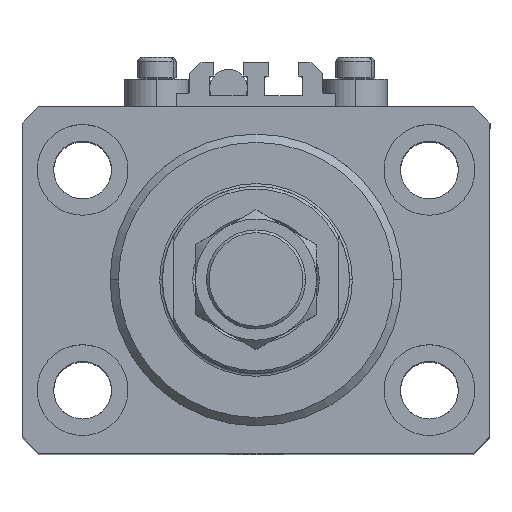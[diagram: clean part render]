
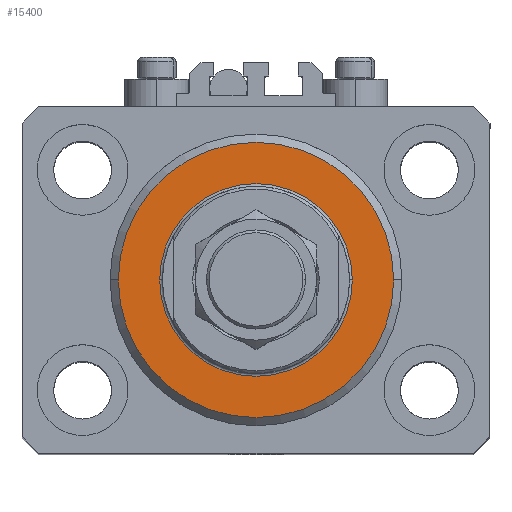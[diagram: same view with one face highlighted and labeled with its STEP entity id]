
A CAD part, top view. The second image highlights one B-rep face of the part: STEP entity #15400.
In plain terms, the highlighted face is planar.
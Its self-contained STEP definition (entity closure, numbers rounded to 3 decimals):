
#243 = VERTEX_POINT ( 'NONE', #9088 ) ;
#4579 = VERTEX_POINT ( 'NONE', #7315 ) ;
#6942 = CARTESIAN_POINT ( 'NONE',  ( 0., 0., 0. ) ) ;
#7315 = CARTESIAN_POINT ( 'NONE',  ( -17.5, 0., 0. ) ) ;
#8585 = CARTESIAN_POINT ( 'NONE',  ( 0., 0., 0. ) ) ;
#9088 = CARTESIAN_POINT ( 'NONE',  ( 17.5, 0., 0. ) ) ;
#10006 = DIRECTION ( 'NONE',  ( 0., 0., -1. ) ) ;
#10539 = PLANE ( 'NONE',  #26904 ) ;
#10542 = EDGE_CURVE ( 'NONE', #49388, #35499, #26082, .T. ) ;
#10623 = DIRECTION ( 'NONE',  ( 1., 0., 0. ) ) ;
#13785 = EDGE_LOOP ( 'NONE', ( #37800, #26570 ) ) ;
#14065 = EDGE_CURVE ( 'NONE', #243, #4579, #33339, .T. ) ;
#14323 = CARTESIAN_POINT ( 'NONE',  ( 0., 0., 0. ) ) ;
#15400 = ADVANCED_FACE ( 'NONE', ( #45710, #26709 ), #10539, .F. ) ;
#16605 = CIRCLE ( 'NONE', #48166, 17.5 ) ;
#17336 = CARTESIAN_POINT ( 'NONE',  ( 25., 0., 0. ) ) ;
#24922 = ORIENTED_EDGE ( 'NONE', *, *, #28913, .T. ) ;
#26082 = CIRCLE ( 'NONE', #29289, 25. ) ;
#26570 = ORIENTED_EDGE ( 'NONE', *, *, #39539, .T. ) ;
#26668 = DIRECTION ( 'NONE',  ( 1., 0., 0. ) ) ;
#26709 = FACE_OUTER_BOUND ( 'NONE', #13785, .T. ) ;
#26904 = AXIS2_PLACEMENT_3D ( 'NONE', #14323, #38097, #30757 ) ;
#27806 = DIRECTION ( 'NONE',  ( 0., 0., 1. ) ) ;
#28913 = EDGE_CURVE ( 'NONE', #4579, #243, #16605, .T. ) ;
#29289 = AXIS2_PLACEMENT_3D ( 'NONE', #36318, #10006, #41119 ) ;
#29843 = CARTESIAN_POINT ( 'NONE',  ( 0., 0., 0. ) ) ;
#30757 = DIRECTION ( 'NONE',  ( 1., 0., 0. ) ) ;
#30922 = AXIS2_PLACEMENT_3D ( 'NONE', #29843, #45284, #10623 ) ;
#32777 = ORIENTED_EDGE ( 'NONE', *, *, #14065, .T. ) ;
#33339 = CIRCLE ( 'NONE', #30922, 17.5 ) ;
#33756 = DIRECTION ( 'NONE',  ( 0., 0., -1. ) ) ;
#33949 = CARTESIAN_POINT ( 'NONE',  ( -25., 0., 0. ) ) ;
#35499 = VERTEX_POINT ( 'NONE', #33949 ) ;
#36318 = CARTESIAN_POINT ( 'NONE',  ( 0., 0., 0. ) ) ;
#37800 = ORIENTED_EDGE ( 'NONE', *, *, #10542, .T. ) ;
#38097 = DIRECTION ( 'NONE',  ( 0., 0., 1. ) ) ;
#39491 = CIRCLE ( 'NONE', #49221, 25. ) ;
#39539 = EDGE_CURVE ( 'NONE', #35499, #49388, #39491, .T. ) ;
#39689 = DIRECTION ( 'NONE',  ( 1., 0., 0. ) ) ;
#41119 = DIRECTION ( 'NONE',  ( 1., 0., 0. ) ) ;
#41759 = EDGE_LOOP ( 'NONE', ( #32777, #24922 ) ) ;
#45284 = DIRECTION ( 'NONE',  ( 0., 0., 1. ) ) ;
#45710 = FACE_BOUND ( 'NONE', #41759, .T. ) ;
#48166 = AXIS2_PLACEMENT_3D ( 'NONE', #8585, #27806, #39689 ) ;
#49221 = AXIS2_PLACEMENT_3D ( 'NONE', #6942, #33756, #26668 ) ;
#49388 = VERTEX_POINT ( 'NONE', #17336 ) ;
